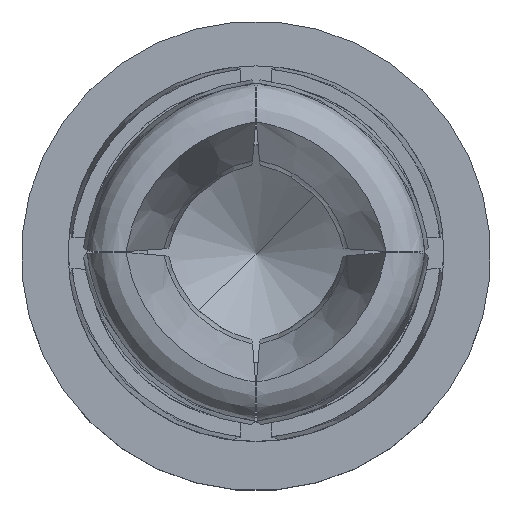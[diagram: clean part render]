
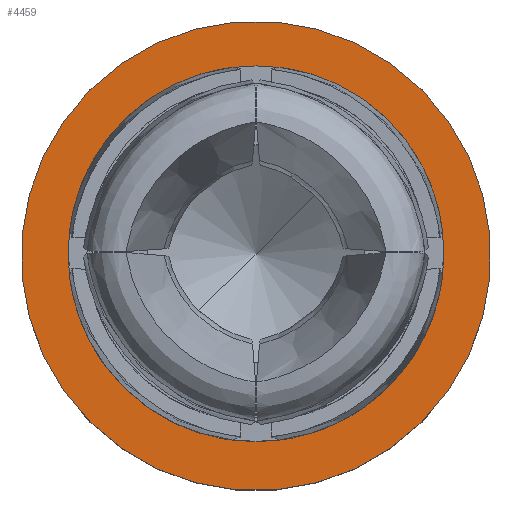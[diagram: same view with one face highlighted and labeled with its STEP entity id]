
A CAD part, top view. The second image highlights one B-rep face of the part: STEP entity #4459.
In plain terms, the highlighted planar face has unit normal (0, 0, 1).
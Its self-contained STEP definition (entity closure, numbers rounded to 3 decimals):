
#1098=CARTESIAN_POINT('',(0.,0.,-6.05));
#1099=DIRECTION('',(0.,0.,-1.));
#1100=DIRECTION('',(0.707,0.707,0.));
#1101=AXIS2_PLACEMENT_3D('',#1098,#1099,#1100);
#1111=CARTESIAN_POINT('',(0.,0.,-6.05));
#1112=DIRECTION('',(0.,0.,1.));
#1113=DIRECTION('',(0.707,0.707,0.));
#1114=AXIS2_PLACEMENT_3D('',#1111,#1112,#1113);
#1172=CARTESIAN_POINT('',(0.,0.,-6.05));
#1173=DIRECTION('',(0.,0.,-1.));
#1174=DIRECTION('',(0.707,0.707,0.));
#1175=AXIS2_PLACEMENT_3D('',#1172,#1173,#1174);
#1177=CARTESIAN_POINT('',(0.,0.,-6.05));
#1178=DIRECTION('',(0.,0.,1.));
#1179=DIRECTION('',(0.707,0.707,0.));
#1180=AXIS2_PLACEMENT_3D('',#1177,#1178,#1179);
#2541=CARTESIAN_POINT('',(0.53,0.53,-6.05));
#2543=VERTEX_POINT('',#2541);
#2547=CARTESIAN_POINT('',(-0.53,-0.53,-6.05));
#2549=VERTEX_POINT('',#2547);
#2553=CARTESIAN_POINT('',(0.884,0.884,-6.05));
#2554=CARTESIAN_POINT('',(-0.884,-0.884,-6.05));
#2555=VERTEX_POINT('',#2553);
#2556=VERTEX_POINT('',#2554);
#4444=CARTESIAN_POINT('',(0.,0.,-6.05));
#4445=DIRECTION('',(0.,0.,-1.));
#4446=DIRECTION('',(-0.707,-0.707,0.));
#4447=AXIS2_PLACEMENT_3D('',#4444,#4445,#4446);
#4448=PLANE('',#4447);
#4450=ORIENTED_EDGE('',*,*,#4449,.T.);
#4452=ORIENTED_EDGE('',*,*,#4451,.F.);
#4453=EDGE_LOOP('',(#4450,#4452));
#4454=FACE_OUTER_BOUND('',#4453,.F.);
#4455=ORIENTED_EDGE('',*,*,#4433,.T.);
#4456=ORIENTED_EDGE('',*,*,#4417,.F.);
#4457=EDGE_LOOP('',(#4455,#4456));
#4458=FACE_BOUND('',#4457,.F.);
#1102=CIRCLE('',#1101,0.75);
#1115=CIRCLE('',#1114,0.75);
#1176=CIRCLE('',#1175,1.25);
#1181=CIRCLE('',#1180,1.25);
#4417=EDGE_CURVE('',#2543,#2549,#1102,.T.);
#4433=EDGE_CURVE('',#2543,#2549,#1115,.T.);
#4449=EDGE_CURVE('',#2555,#2556,#1176,.T.);
#4451=EDGE_CURVE('',#2555,#2556,#1181,.T.);
#4459=ADVANCED_FACE('',(#4454,#4458),#4448,.F.);
